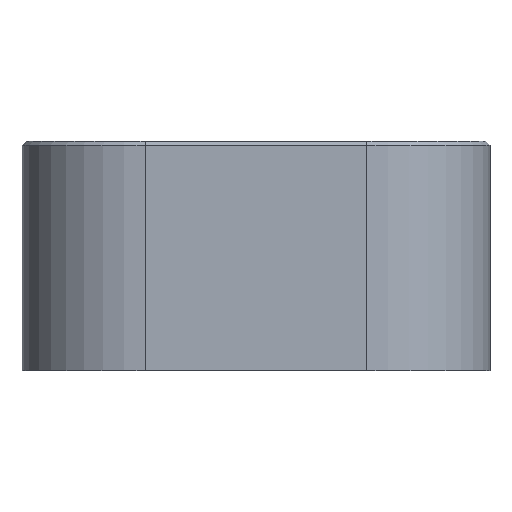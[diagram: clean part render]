
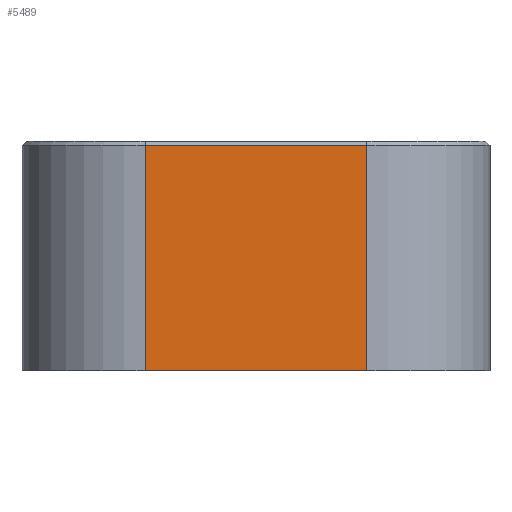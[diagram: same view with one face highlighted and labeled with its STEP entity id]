
A CAD part, left-side view. The second image highlights one B-rep face of the part: STEP entity #5489.
In plain terms, the highlighted planar face has unit normal (-1, 0, 0).
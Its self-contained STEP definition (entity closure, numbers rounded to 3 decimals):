
#1136 = PLANE('',#1137);
#1137 = AXIS2_PLACEMENT_3D('',#1138,#1139,#1140);
#1138 = CARTESIAN_POINT('',(0.,0.,0.));
#1139 = DIRECTION('',(0.,0.,1.));
#1140 = DIRECTION('',(1.,0.,0.));
#3929 = PLANE('',#3930);
#3930 = AXIS2_PLACEMENT_3D('',#3931,#3932,#3933);
#3931 = CARTESIAN_POINT('',(-11.049,0.,8.731));
#3932 = DIRECTION('',(0.707,0.,-0.707));
#3933 = DIRECTION('',(0.,1.,0.));
#4308 = CYLINDRICAL_SURFACE('',#4309,4.763);
#4309 = AXIS2_PLACEMENT_3D('',#4310,#4311,#4312);
#4310 = CARTESIAN_POINT('',(-6.287,4.286,8.89));
#4311 = DIRECTION('',(0.,0.,-1.));
#4312 = DIRECTION('',(-1.,0.,0.));
#5093 = VERTEX_POINT('',#5094);
#5094 = CARTESIAN_POINT('',(-11.049,-4.286,0.));
#5113 = CYLINDRICAL_SURFACE('',#5114,4.763);
#5114 = AXIS2_PLACEMENT_3D('',#5115,#5116,#5117);
#5115 = CARTESIAN_POINT('',(-6.287,-4.286,8.89));
#5116 = DIRECTION('',(0.,0.,-1.));
#5117 = DIRECTION('',(-1.,0.,0.));
#5125 = EDGE_CURVE('',#5093,#5126,#5128,.T.);
#5126 = VERTEX_POINT('',#5127);
#5127 = CARTESIAN_POINT('',(-11.049,4.286,0.));
#5128 = SURFACE_CURVE('',#5129,(#5133,#5140),.PCURVE_S1.);
#5129 = LINE('',#5130,#5131);
#5130 = CARTESIAN_POINT('',(-11.049,0.,0.));
#5131 = VECTOR('',#5132,1.);
#5132 = DIRECTION('',(0.,1.,0.));
#5133 = PCURVE('',#1136,#5134);
#5134 = DEFINITIONAL_REPRESENTATION('',(#5135),#5139);
#5135 = LINE('',#5136,#5137);
#5136 = CARTESIAN_POINT('',(-11.049,0.));
#5137 = VECTOR('',#5138,1.);
#5138 = DIRECTION('',(0.,1.));
#5139 = ( GEOMETRIC_REPRESENTATION_CONTEXT(2) 
PARAMETRIC_REPRESENTATION_CONTEXT() REPRESENTATION_CONTEXT('2D SPACE',''
  ) );
#5140 = PCURVE('',#5141,#5146);
#5141 = PLANE('',#5142);
#5142 = AXIS2_PLACEMENT_3D('',#5143,#5144,#5145);
#5143 = CARTESIAN_POINT('',(-11.049,0.,8.89));
#5144 = DIRECTION('',(-1.,0.,0.));
#5145 = DIRECTION('',(0.,0.,1.));
#5146 = DEFINITIONAL_REPRESENTATION('',(#5147),#5151);
#5147 = LINE('',#5148,#5149);
#5148 = CARTESIAN_POINT('',(-8.89,0.));
#5149 = VECTOR('',#5150,1.);
#5150 = DIRECTION('',(0.,1.));
#5151 = ( GEOMETRIC_REPRESENTATION_CONTEXT(2) 
PARAMETRIC_REPRESENTATION_CONTEXT() REPRESENTATION_CONTEXT('2D SPACE',''
  ) );
#5443 = EDGE_CURVE('',#5444,#5126,#5446,.T.);
#5444 = VERTEX_POINT('',#5445);
#5445 = CARTESIAN_POINT('',(-11.049,4.286,8.731));
#5446 = SURFACE_CURVE('',#5447,(#5451,#5458),.PCURVE_S1.);
#5447 = LINE('',#5448,#5449);
#5448 = CARTESIAN_POINT('',(-11.049,4.286,8.89));
#5449 = VECTOR('',#5450,1.);
#5450 = DIRECTION('',(0.,0.,-1.));
#5451 = PCURVE('',#4308,#5452);
#5452 = DEFINITIONAL_REPRESENTATION('',(#5453),#5457);
#5453 = LINE('',#5454,#5455);
#5454 = CARTESIAN_POINT('',(0.,0.));
#5455 = VECTOR('',#5456,1.);
#5456 = DIRECTION('',(0.,1.));
#5457 = ( GEOMETRIC_REPRESENTATION_CONTEXT(2) 
PARAMETRIC_REPRESENTATION_CONTEXT() REPRESENTATION_CONTEXT('2D SPACE',''
  ) );
#5458 = PCURVE('',#5141,#5459);
#5459 = DEFINITIONAL_REPRESENTATION('',(#5460),#5464);
#5460 = LINE('',#5461,#5462);
#5461 = CARTESIAN_POINT('',(0.,4.286));
#5462 = VECTOR('',#5463,1.);
#5463 = DIRECTION('',(-1.,0.));
#5464 = ( GEOMETRIC_REPRESENTATION_CONTEXT(2) 
PARAMETRIC_REPRESENTATION_CONTEXT() REPRESENTATION_CONTEXT('2D SPACE',''
  ) );
#5489 = ADVANCED_FACE('',(#5490),#5141,.T.);
#5490 = FACE_BOUND('',#5491,.T.);
#5491 = EDGE_LOOP('',(#5492,#5515,#5536,#5537));
#5492 = ORIENTED_EDGE('',*,*,#5493,.F.);
#5493 = EDGE_CURVE('',#5494,#5093,#5496,.T.);
#5494 = VERTEX_POINT('',#5495);
#5495 = CARTESIAN_POINT('',(-11.049,-4.286,8.731));
#5496 = SURFACE_CURVE('',#5497,(#5501,#5508),.PCURVE_S1.);
#5497 = LINE('',#5498,#5499);
#5498 = CARTESIAN_POINT('',(-11.049,-4.286,8.89));
#5499 = VECTOR('',#5500,1.);
#5500 = DIRECTION('',(0.,0.,-1.));
#5501 = PCURVE('',#5141,#5502);
#5502 = DEFINITIONAL_REPRESENTATION('',(#5503),#5507);
#5503 = LINE('',#5504,#5505);
#5504 = CARTESIAN_POINT('',(0.,-4.286));
#5505 = VECTOR('',#5506,1.);
#5506 = DIRECTION('',(-1.,0.));
#5507 = ( GEOMETRIC_REPRESENTATION_CONTEXT(2) 
PARAMETRIC_REPRESENTATION_CONTEXT() REPRESENTATION_CONTEXT('2D SPACE',''
  ) );
#5508 = PCURVE('',#5113,#5509);
#5509 = DEFINITIONAL_REPRESENTATION('',(#5510),#5514);
#5510 = LINE('',#5511,#5512);
#5511 = CARTESIAN_POINT('',(6.283,0.));
#5512 = VECTOR('',#5513,1.);
#5513 = DIRECTION('',(0.,1.));
#5514 = ( GEOMETRIC_REPRESENTATION_CONTEXT(2) 
PARAMETRIC_REPRESENTATION_CONTEXT() REPRESENTATION_CONTEXT('2D SPACE',''
  ) );
#5515 = ORIENTED_EDGE('',*,*,#5516,.T.);
#5516 = EDGE_CURVE('',#5494,#5444,#5517,.T.);
#5517 = SURFACE_CURVE('',#5518,(#5522,#5529),.PCURVE_S1.);
#5518 = LINE('',#5519,#5520);
#5519 = CARTESIAN_POINT('',(-11.049,0.,8.731));
#5520 = VECTOR('',#5521,1.);
#5521 = DIRECTION('',(0.,1.,0.));
#5522 = PCURVE('',#5141,#5523);
#5523 = DEFINITIONAL_REPRESENTATION('',(#5524),#5528);
#5524 = LINE('',#5525,#5526);
#5525 = CARTESIAN_POINT('',(-0.159,0.));
#5526 = VECTOR('',#5527,1.);
#5527 = DIRECTION('',(0.,1.));
#5528 = ( GEOMETRIC_REPRESENTATION_CONTEXT(2) 
PARAMETRIC_REPRESENTATION_CONTEXT() REPRESENTATION_CONTEXT('2D SPACE',''
  ) );
#5529 = PCURVE('',#3929,#5530);
#5530 = DEFINITIONAL_REPRESENTATION('',(#5531),#5535);
#5531 = LINE('',#5532,#5533);
#5532 = CARTESIAN_POINT('',(0.,0.));
#5533 = VECTOR('',#5534,1.);
#5534 = DIRECTION('',(1.,0.));
#5535 = ( GEOMETRIC_REPRESENTATION_CONTEXT(2) 
PARAMETRIC_REPRESENTATION_CONTEXT() REPRESENTATION_CONTEXT('2D SPACE',''
  ) );
#5536 = ORIENTED_EDGE('',*,*,#5443,.T.);
#5537 = ORIENTED_EDGE('',*,*,#5125,.F.);
